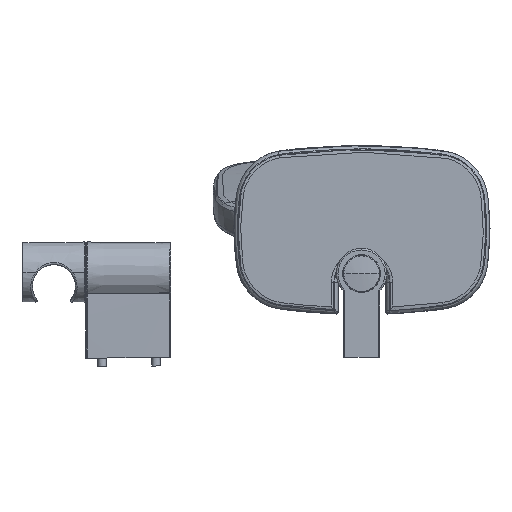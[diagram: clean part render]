
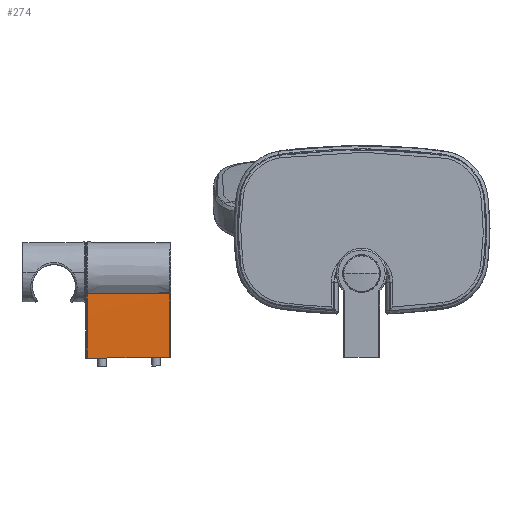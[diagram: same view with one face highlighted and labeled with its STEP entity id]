
A CAD part, front view. The second image highlights one B-rep face of the part: STEP entity #274.
In plain terms, the highlighted spherical face has radius 2048.5 mm.
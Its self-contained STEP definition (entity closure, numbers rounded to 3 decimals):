
#274 = ADVANCED_FACE ( 'NONE', ( #32559 ), #4420, .T. ) ;
#347 = CARTESIAN_POINT ( 'NONE',  ( -146.429, 89.969, -11.932 ) ) ;
#427 = CARTESIAN_POINT ( 'NONE',  ( -113.68, 90.645, -37.208 ) ) ;
#1662 = CARTESIAN_POINT ( 'NONE',  ( -113.683, 90.517, -12.087 ) ) ;
#2702 = CIRCLE ( 'NONE', #12227, 2048.5 ) ;
#3168 = CARTESIAN_POINT ( 'NONE',  ( -162.792, 89.915, -12.084 ) ) ;
#3178 = ORIENTED_EDGE ( 'NONE', *, *, #4761, .T. ) ;
#3629 = VERTEX_POINT ( 'NONE', #32887 ) ;
#4420 = SPHERICAL_SURFACE ( 'NONE', #17205, 2048.5 ) ;
#4532 = ORIENTED_EDGE ( 'NONE', *, *, #35705, .T. ) ;
#4536 = DIRECTION ( 'NONE',  ( -1., 0., 0. ) ) ;
#4761 = EDGE_CURVE ( 'NONE', #3629, #32484, #2702, .T. ) ;
#6040 = CARTESIAN_POINT ( 'NONE',  ( -113.682, 90.523, -24.648 ) ) ;
#6565 = VERTEX_POINT ( 'NONE', #29384 ) ;
#7711 = VERTEX_POINT ( 'NONE', #29451 ) ;
#8951 = CARTESIAN_POINT ( 'NONE',  ( -163.022, 2138.415, -50.197 ) ) ;
#10509 = ORIENTED_EDGE ( 'NONE', *, *, #31976, .T. ) ;
#11005 = B_SPLINE_CURVE_WITH_KNOTS ( 'NONE', 3,
 ( #1662, #35310, #32591, #15802 ),
 .UNSPECIFIED., .F., .F.,
 ( 4, 4 ),
 ( 0.005, 0.005 ),
 .UNSPECIFIED. ) ;
#11783 = DIRECTION ( 'NONE',  ( -1., 0., -0.009 ) ) ;
#12227 = AXIS2_PLACEMENT_3D ( 'NONE', #30034, #35583, #35699 ) ;
#12468 = CIRCLE ( 'NONE', #24453, 2048.127 ) ;
#13451 = ORIENTED_EDGE ( 'NONE', *, *, #36231, .T. ) ;
#14717 = VERTEX_POINT ( 'NONE', #15538 ) ;
#15538 = CARTESIAN_POINT ( 'NONE',  ( -113.712, 90.517, -12.087 ) ) ;
#15802 = CARTESIAN_POINT ( 'NONE',  ( -113.712, 90.517, -12.087 ) ) ;
#17184 = CARTESIAN_POINT ( 'NONE',  ( -130.069, 90.169, -11.935 ) ) ;
#17205 = AXIS2_PLACEMENT_3D ( 'NONE', #21476, #35476, #4536 ) ;
#19285 = EDGE_CURVE ( 'NONE', #7711, #6565, #31450, .T. ) ;
#19990 = CARTESIAN_POINT ( 'NONE',  ( -154.61, 89.917, -11.982 ) ) ;
#20074 = CARTESIAN_POINT ( 'NONE',  ( -113.674, 90.882, -49.766 ) ) ;
#20715 = B_SPLINE_CURVE_WITH_KNOTS ( 'NONE', 3,
 ( #31136, #33983, #17184, #347, #19990, #3168 ),
 .UNSPECIFIED., .F., .F.,
 ( 4, 2, 4 ),
 ( 0.008, 0.032, 0.057 ),
 .UNSPECIFIED. ) ;
#21476 = CARTESIAN_POINT ( 'NONE',  ( -163.363, 2138.415, -11.109 ) ) ;
#24069 = CARTESIAN_POINT ( 'NONE',  ( -162.792, 90.288, -50.195 ) ) ;
#24453 = AXIS2_PLACEMENT_3D ( 'NONE', #8951, #28601, #11783 ) ;
#25696 = CARTESIAN_POINT ( 'NONE',  ( -113.683, 90.517, -12.087 ) ) ;
#27857 = EDGE_LOOP ( 'NONE', ( #3178, #4532, #31029, #10509, #13451 ) ) ;
#28601 = DIRECTION ( 'NONE',  ( -0.009, 0., 1. ) ) ;
#29384 = CARTESIAN_POINT ( 'NONE',  ( -113.683, 90.517, -12.087 ) ) ;
#29451 = CARTESIAN_POINT ( 'NONE',  ( -113.674, 90.882, -49.766 ) ) ;
#30034 = CARTESIAN_POINT ( 'NONE',  ( -162.792, 2138.415, -11.109 ) ) ;
#31029 = ORIENTED_EDGE ( 'NONE', *, *, #19285, .T. ) ;
#31136 = CARTESIAN_POINT ( 'NONE',  ( -113.712, 90.517, -12.087 ) ) ;
#31450 = B_SPLINE_CURVE_WITH_KNOTS ( 'NONE', 3,
 ( #20074, #427, #6040, #25696 ),
 .UNSPECIFIED., .F., .F.,
 ( 4, 4 ),
 ( 0.67, 0.707 ),
 .UNSPECIFIED. ) ;
#31976 = EDGE_CURVE ( 'NONE', #6565, #14717, #11005, .T. ) ;
#32484 = VERTEX_POINT ( 'NONE', #24069 ) ;
#32559 = FACE_OUTER_BOUND ( 'NONE', #27857, .T. ) ;
#32591 = CARTESIAN_POINT ( 'NONE',  ( -113.702, 90.517, -12.087 ) ) ;
#32887 = CARTESIAN_POINT ( 'NONE',  ( -162.792, 89.915, -12.084 ) ) ;
#33983 = CARTESIAN_POINT ( 'NONE',  ( -121.89, 90.318, -11.989 ) ) ;
#35310 = CARTESIAN_POINT ( 'NONE',  ( -113.692, 90.517, -12.087 ) ) ;
#35476 = DIRECTION ( 'NONE',  ( 0., 0., 1. ) ) ;
#35583 = DIRECTION ( 'NONE',  ( 1., 0., 0. ) ) ;
#35699 = DIRECTION ( 'NONE',  ( 0., 0., 1. ) ) ;
#35705 = EDGE_CURVE ( 'NONE', #32484, #7711, #12468, .T. ) ;
#36231 = EDGE_CURVE ( 'NONE', #14717, #3629, #20715, .T. ) ;
